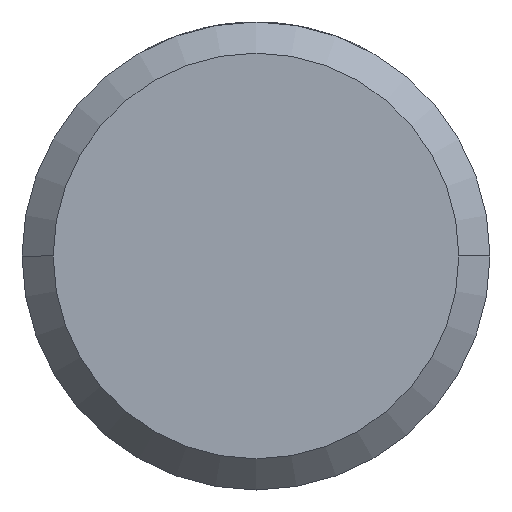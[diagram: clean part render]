
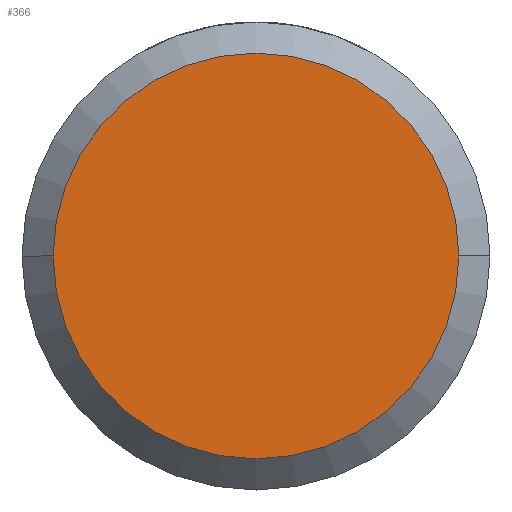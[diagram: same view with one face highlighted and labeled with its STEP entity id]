
A CAD part, front view. The second image highlights one B-rep face of the part: STEP entity #366.
In plain terms, the highlighted planar face has unit normal (0, -1, 0).
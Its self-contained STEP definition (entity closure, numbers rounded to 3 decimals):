
#45 = FACE_OUTER_BOUND ( 'NONE', #367, .T. ) ;
#61 = CARTESIAN_POINT ( 'NONE',  ( 0., -40., 0. ) ) ;
#158 = AXIS2_PLACEMENT_3D ( 'NONE', #1445, #244, #1000 ) ;
#168 = EDGE_CURVE ( 'Defeature ausgef�hrt2_4+Defeature ausgef�hrt2_11+Defeature ausgef�hrt2_11+Defeature ausgef�hrt2_11', #2331, #1053, #2126, .T. ) ;
#208 = ORIENTED_EDGE ( 'NONE', *, *, #2340, .T. ) ;
#244 = DIRECTION ( 'NONE',  ( 0., -1., 0. ) ) ;
#296 = DIRECTION ( 'NONE',  ( 0., -1., 0. ) ) ;
#366 = ADVANCED_FACE ( 'Defeature ausgef�hrt2_4', ( #45 ), #1044, .F. ) ;
#367 = EDGE_LOOP ( 'NONE', ( #1882, #208 ) ) ;
#580 = CIRCLE ( 'NONE', #2607, 1.3 ) ;
#1000 = DIRECTION ( 'NONE',  ( 1., 0., 0. ) ) ;
#1044 = PLANE ( 'NONE',  #1410 ) ;
#1053 = VERTEX_POINT ( 'NONE', #2183 ) ;
#1328 = CARTESIAN_POINT ( 'NONE',  ( 0., -40., -1.5 ) ) ;
#1410 = AXIS2_PLACEMENT_3D ( 'NONE', #1328, #2528, #2268 ) ;
#1445 = CARTESIAN_POINT ( 'NONE',  ( 0., -40., 0. ) ) ;
#1735 = CARTESIAN_POINT ( 'NONE',  ( 1.3, -40., 0. ) ) ;
#1882 = ORIENTED_EDGE ( 'NONE', *, *, #168, .T. ) ;
#2126 = CIRCLE ( 'NONE', #158, 1.3 ) ;
#2183 = CARTESIAN_POINT ( 'NONE',  ( -1.3, -40., 0. ) ) ;
#2268 = DIRECTION ( 'NONE',  ( 1., 0., 0. ) ) ;
#2331 = VERTEX_POINT ( 'NONE', #1735 ) ;
#2340 = EDGE_CURVE ( 'Defeature ausgef�hrt2_4+Defeature ausgef�hrt2_11+Defeature ausgef�hrt2_11+Defeature ausgef�hrt2_11', #1053, #2331, #580, .T. ) ;
#2480 = DIRECTION ( 'NONE',  ( 1., 0., 0. ) ) ;
#2528 = DIRECTION ( 'NONE',  ( 0., 1., 0. ) ) ;
#2607 = AXIS2_PLACEMENT_3D ( 'NONE', #61, #296, #2480 ) ;
